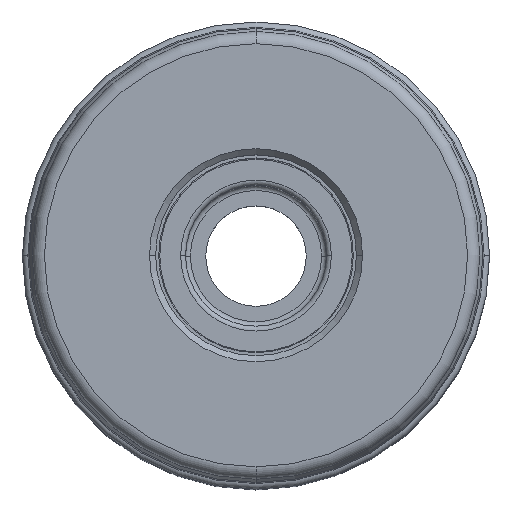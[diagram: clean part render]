
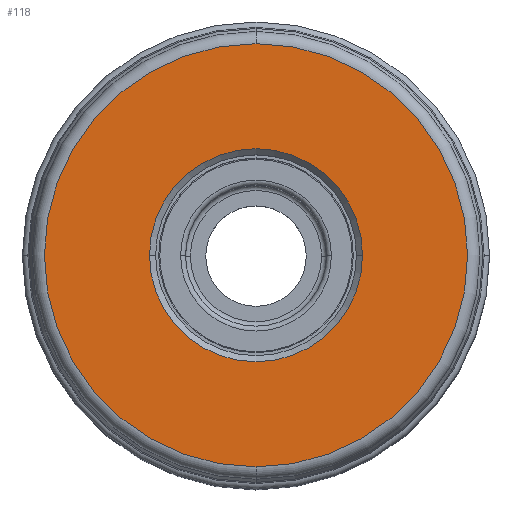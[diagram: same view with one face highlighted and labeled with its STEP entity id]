
A CAD part, top view. The second image highlights one B-rep face of the part: STEP entity #118.
In plain terms, the highlighted planar face has unit normal (0, 0, 1).
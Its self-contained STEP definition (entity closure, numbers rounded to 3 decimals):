
#28=PLANE('',#1301);
#34=FACE_BOUND('',#304,.T.);
#35=FACE_BOUND('',#305,.T.);
#118=ADVANCED_FACE('',(#34,#35),#28,.F.);
#304=EDGE_LOOP('',(#432,#433));
#305=EDGE_LOOP('',(#434,#435));
#432=ORIENTED_EDGE('',*,*,#810,.F.);
#433=ORIENTED_EDGE('',*,*,#811,.F.);
#434=ORIENTED_EDGE('',*,*,#812,.T.);
#435=ORIENTED_EDGE('',*,*,#813,.T.);
#710=VERTEX_POINT('',#2400);
#711=VERTEX_POINT('',#2401);
#712=VERTEX_POINT('',#2404);
#713=VERTEX_POINT('',#2405);
#810=EDGE_CURVE('',#710,#711,#973,.T.);
#811=EDGE_CURVE('',#711,#710,#974,.T.);
#812=EDGE_CURVE('',#712,#713,#975,.T.);
#813=EDGE_CURVE('',#713,#712,#976,.T.);
#973=CIRCLE('',#1297,34.513);
#974=CIRCLE('',#1298,34.513);
#975=CIRCLE('',#1299,17.375);
#976=CIRCLE('',#1300,17.375);
#1297=AXIS2_PLACEMENT_3D('',#2399,#1564,#1565);
#1298=AXIS2_PLACEMENT_3D('',#2402,#1566,#1567);
#1299=AXIS2_PLACEMENT_3D('',#2403,#1568,#1569);
#1300=AXIS2_PLACEMENT_3D('',#2406,#1570,#1571);
#1301=AXIS2_PLACEMENT_3D('',#2407,#1572,#1573);
#1564=DIRECTION('',(0.,0.,-1.));
#1565=DIRECTION('',(0.,1.,0.));
#1566=DIRECTION('',(0.,0.,-1.));
#1567=DIRECTION('',(0.,-1.,0.));
#1568=DIRECTION('',(0.,0.,-1.));
#1569=DIRECTION('',(-1.,0.,0.));
#1570=DIRECTION('',(0.,0.,-1.));
#1571=DIRECTION('',(1.,0.,0.));
#1572=DIRECTION('',(0.,0.,-1.));
#1573=DIRECTION('',(0.,-1.,0.));
#2399=CARTESIAN_POINT('',(0.,0.,0.));
#2400=CARTESIAN_POINT('',(0.,34.513,0.));
#2401=CARTESIAN_POINT('',(0.,-34.513,0.));
#2402=CARTESIAN_POINT('',(0.,0.,0.));
#2403=CARTESIAN_POINT('',(0.,0.,0.));
#2404=CARTESIAN_POINT('',(-17.375,0.,0.));
#2405=CARTESIAN_POINT('',(17.375,0.,0.));
#2406=CARTESIAN_POINT('',(0.,0.,0.));
#2407=CARTESIAN_POINT('',(0.,0.,0.));
